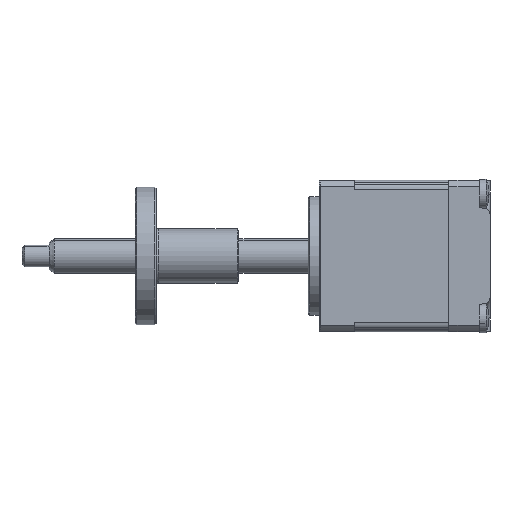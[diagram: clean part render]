
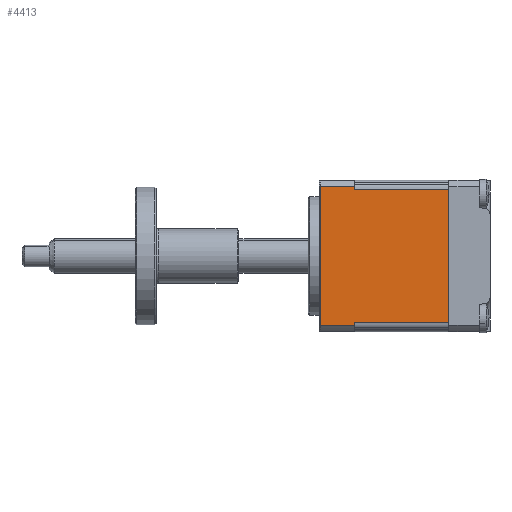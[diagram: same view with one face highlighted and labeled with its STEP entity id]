
A CAD part, left-side view. The second image highlights one B-rep face of the part: STEP entity #4413.
In plain terms, the highlighted planar face has unit normal (-1, 0, 0).
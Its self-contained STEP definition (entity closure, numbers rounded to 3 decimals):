
#637 = CARTESIAN_POINT ( 'NONE',  ( -16.455, 7.776, 20.698 ) ) ;
#925 = VERTEX_POINT ( 'NONE', #1057 ) ;
#1057 = CARTESIAN_POINT ( 'NONE',  ( -16.455, 7.776, 21.353 ) ) ;
#1349 = EDGE_CURVE ( 'NONE', #6716, #5664, #3037, .T. ) ;
#1488 = CARTESIAN_POINT ( 'NONE',  ( -16.455, 14.076, 20.698 ) ) ;
#1531 = FACE_OUTER_BOUND ( 'NONE', #1765, .T. ) ;
#1765 = EDGE_LOOP ( 'NONE', ( #2189, #8321, #7260, #7754, #11840, #2256, #3489, #8319 ) ) ;
#2189 = ORIENTED_EDGE ( 'NONE', *, *, #10177, .T. ) ;
#2256 = ORIENTED_EDGE ( 'NONE', *, *, #9015, .F. ) ;
#2889 = CARTESIAN_POINT ( 'NONE',  ( -16.455, -9.724, 45.847 ) ) ;
#2916 = LINE ( 'NONE', #4869, #7144 ) ;
#2922 = VECTOR ( 'NONE', #8609, 1000. ) ;
#3037 = LINE ( 'NONE', #6506, #2922 ) ;
#3103 = CARTESIAN_POINT ( 'NONE',  ( -16.455, 6.676, 20.698 ) ) ;
#3230 = EDGE_CURVE ( 'NONE', #7534, #925, #7343, .T. ) ;
#3489 = ORIENTED_EDGE ( 'NONE', *, *, #3230, .F. ) ;
#3804 = DIRECTION ( 'NONE',  ( 0., 0., 1. ) ) ;
#3835 = DIRECTION ( 'NONE',  ( 1., 0., 0. ) ) ;
#3900 = CARTESIAN_POINT ( 'NONE',  ( -16.455, 7.776, 46.502 ) ) ;
#4015 = PLANE ( 'NONE',  #5909 ) ;
#4070 = VERTEX_POINT ( 'NONE', #8672 ) ;
#4231 = CARTESIAN_POINT ( 'NONE',  ( -16.455, -9.724, 45.847 ) ) ;
#4413 = ADVANCED_FACE ( 'NONE', ( #1531 ), #4015, .F. ) ;
#4638 = VECTOR ( 'NONE', #5576, 1000. ) ;
#4848 = DIRECTION ( 'NONE',  ( 0., 1., 0. ) ) ;
#4853 = DIRECTION ( 'NONE',  ( 0., 0., -1. ) ) ;
#4869 = CARTESIAN_POINT ( 'NONE',  ( -16.455, -9.724, 45.847 ) ) ;
#4993 = CARTESIAN_POINT ( 'NONE',  ( -16.455, 7.776, 20.698 ) ) ;
#5053 = DIRECTION ( 'NONE',  ( 0., 0., -1. ) ) ;
#5521 = CARTESIAN_POINT ( 'NONE',  ( -16.455, 14.076, 46.502 ) ) ;
#5576 = DIRECTION ( 'NONE',  ( 0., 0., -1. ) ) ;
#5638 = CARTESIAN_POINT ( 'NONE',  ( -16.455, -9.724, 45.847 ) ) ;
#5664 = VERTEX_POINT ( 'NONE', #5521 ) ;
#5757 = CARTESIAN_POINT ( 'NONE',  ( -16.455, 7.776, 20.698 ) ) ;
#5909 = AXIS2_PLACEMENT_3D ( 'NONE', #4231, #3835, #3804 ) ;
#6169 = VERTEX_POINT ( 'NONE', #1488 ) ;
#6325 = CARTESIAN_POINT ( 'NONE',  ( -16.455, -9.724, 21.353 ) ) ;
#6506 = CARTESIAN_POINT ( 'NONE',  ( -16.455, 6.676, 46.502 ) ) ;
#6588 = CARTESIAN_POINT ( 'NONE',  ( -16.455, 14.076, 20.698 ) ) ;
#6678 = VERTEX_POINT ( 'NONE', #4993 ) ;
#6706 = DIRECTION ( 'NONE',  ( 0., 1., 0. ) ) ;
#6716 = VERTEX_POINT ( 'NONE', #3900 ) ;
#7005 = EDGE_CURVE ( 'NONE', #5664, #6169, #8325, .T. ) ;
#7144 = VECTOR ( 'NONE', #4853, 1000. ) ;
#7260 = ORIENTED_EDGE ( 'NONE', *, *, #1349, .T. ) ;
#7343 = LINE ( 'NONE', #6325, #7367 ) ;
#7367 = VECTOR ( 'NONE', #6706, 1000. ) ;
#7380 = LINE ( 'NONE', #637, #7470 ) ;
#7465 = CARTESIAN_POINT ( 'NONE',  ( -16.455, -9.724, 21.353 ) ) ;
#7470 = VECTOR ( 'NONE', #7845, 1000. ) ;
#7534 = VERTEX_POINT ( 'NONE', #7465 ) ;
#7670 = EDGE_CURVE ( 'NONE', #6716, #4070, #10052, .T. ) ;
#7688 = VECTOR ( 'NONE', #5053, 1000. ) ;
#7716 = EDGE_CURVE ( 'NONE', #7963, #7534, #2916, .T. ) ;
#7754 = ORIENTED_EDGE ( 'NONE', *, *, #7005, .T. ) ;
#7845 = DIRECTION ( 'NONE',  ( 0., 0., -1. ) ) ;
#7963 = VERTEX_POINT ( 'NONE', #2889 ) ;
#8319 = ORIENTED_EDGE ( 'NONE', *, *, #7716, .F. ) ;
#8321 = ORIENTED_EDGE ( 'NONE', *, *, #7670, .F. ) ;
#8325 = LINE ( 'NONE', #6588, #7688 ) ;
#8609 = DIRECTION ( 'NONE',  ( 0., 1., 0. ) ) ;
#8672 = CARTESIAN_POINT ( 'NONE',  ( -16.455, 7.776, 45.847 ) ) ;
#9015 = EDGE_CURVE ( 'NONE', #925, #6678, #7380, .T. ) ;
#10008 = VECTOR ( 'NONE', #4848, 1000. ) ;
#10052 = LINE ( 'NONE', #5757, #4638 ) ;
#10059 = LINE ( 'NONE', #3103, #10008 ) ;
#10177 = EDGE_CURVE ( 'NONE', #7963, #4070, #10405, .T. ) ;
#10203 = VECTOR ( 'NONE', #11387, 1000. ) ;
#10262 = EDGE_CURVE ( 'NONE', #6678, #6169, #10059, .T. ) ;
#10405 = LINE ( 'NONE', #5638, #10203 ) ;
#11387 = DIRECTION ( 'NONE',  ( 0., 1., 0. ) ) ;
#11840 = ORIENTED_EDGE ( 'NONE', *, *, #10262, .F. ) ;
